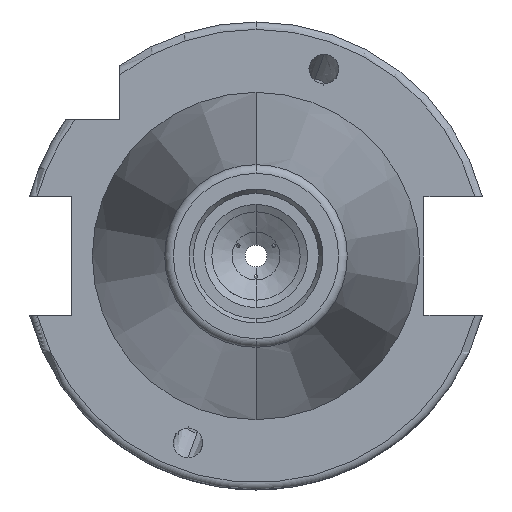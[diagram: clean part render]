
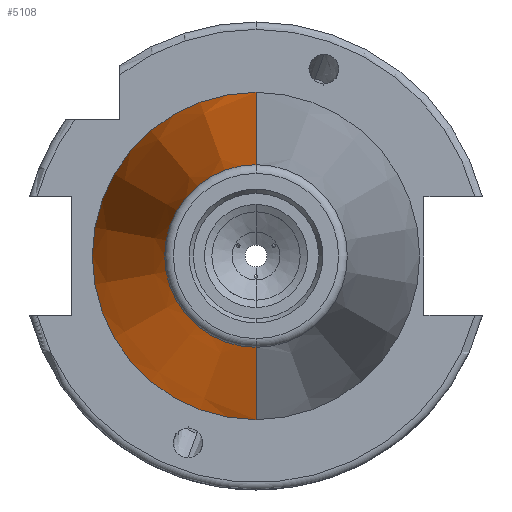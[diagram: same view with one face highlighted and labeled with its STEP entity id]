
A CAD part, left-side view. The second image highlights one B-rep face of the part: STEP entity #5108.
In plain terms, the highlighted conical face has half-angle 8.297 degrees and reference radius 22.225 mm.
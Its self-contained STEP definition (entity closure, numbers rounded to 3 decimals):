
#295 = CARTESIAN_POINT ( 'NONE',  ( 0., 0., -22.225 ) ) ;
#904 = DIRECTION ( 'NONE',  ( 1., 0., 0. ) ) ;
#943 = VERTEX_POINT ( 'NONE', #2647 ) ;
#1079 = CARTESIAN_POINT ( 'NONE',  ( -67.373, 0., -12.4 ) ) ;
#1386 = VERTEX_POINT ( 'NONE', #295 ) ;
#1610 = VERTEX_POINT ( 'NONE', #1079 ) ;
#1862 = VECTOR ( 'NONE', #4630, 1000. ) ;
#1868 = LINE ( 'NONE', #4461, #1862 ) ;
#1874 = VECTOR ( 'NONE', #4381, 1000. ) ;
#1880 = LINE ( 'NONE', #4415, #1874 ) ;
#1971 = CIRCLE ( 'NONE', #3554, 12.4 ) ;
#2257 = AXIS2_PLACEMENT_3D ( 'NONE', #3677, #904, #3658 ) ;
#2312 = CIRCLE ( 'NONE', #3596, 22.225 ) ;
#2539 = ORIENTED_EDGE ( 'NONE', *, *, #2740, .F. ) ;
#2572 = EDGE_CURVE ( 'NONE', #943, #1386, #2312, .T. ) ;
#2624 = EDGE_CURVE ( 'NONE', #3654, #1610, #1971, .T. ) ;
#2647 = CARTESIAN_POINT ( 'NONE',  ( 0., 0., 22.225 ) ) ;
#2732 = EDGE_CURVE ( 'NONE', #3654, #943, #1868, .T. ) ;
#2740 = EDGE_CURVE ( 'NONE', #1610, #1386, #1880, .T. ) ;
#3140 = ORIENTED_EDGE ( 'NONE', *, *, #2572, .T. ) ;
#3460 = EDGE_LOOP ( 'NONE', ( #5360, #5489, #3140, #2539 ) ) ;
#3554 = AXIS2_PLACEMENT_3D ( 'NONE', #4797, #4787, #4784 ) ;
#3596 = AXIS2_PLACEMENT_3D ( 'NONE', #5341, #5296, #5288 ) ;
#3654 = VERTEX_POINT ( 'NONE', #5452 ) ;
#3658 = DIRECTION ( 'NONE',  ( 0., 0., -1. ) ) ;
#3677 = CARTESIAN_POINT ( 'NONE',  ( 0., 0., 0. ) ) ;
#4381 = DIRECTION ( 'NONE',  ( 0.99, 0., -0.144 ) ) ;
#4415 = CARTESIAN_POINT ( 'NONE',  ( 0., 0., -22.225 ) ) ;
#4461 = CARTESIAN_POINT ( 'NONE',  ( 0., 0., 22.225 ) ) ;
#4630 = DIRECTION ( 'NONE',  ( 0.99, 0., 0.144 ) ) ;
#4701 = CONICAL_SURFACE ( 'NONE', #2257, 22.225, 0.145 ) ;
#4772 = FACE_OUTER_BOUND ( 'NONE', #3460, .T. ) ;
#4784 = DIRECTION ( 'NONE',  ( 0., 0., 1. ) ) ;
#4787 = DIRECTION ( 'NONE',  ( -1., 0., 0. ) ) ;
#4797 = CARTESIAN_POINT ( 'NONE',  ( -67.373, 0., 0. ) ) ;
#5108 = ADVANCED_FACE ( 'NONE', ( #4772 ), #4701, .T. ) ;
#5288 = DIRECTION ( 'NONE',  ( 0., 0., 1. ) ) ;
#5296 = DIRECTION ( 'NONE',  ( -1., 0., 0. ) ) ;
#5341 = CARTESIAN_POINT ( 'NONE',  ( 0., 0., 0. ) ) ;
#5360 = ORIENTED_EDGE ( 'NONE', *, *, #2624, .F. ) ;
#5452 = CARTESIAN_POINT ( 'NONE',  ( -67.373, 0., 12.4 ) ) ;
#5489 = ORIENTED_EDGE ( 'NONE', *, *, #2732, .T. ) ;
